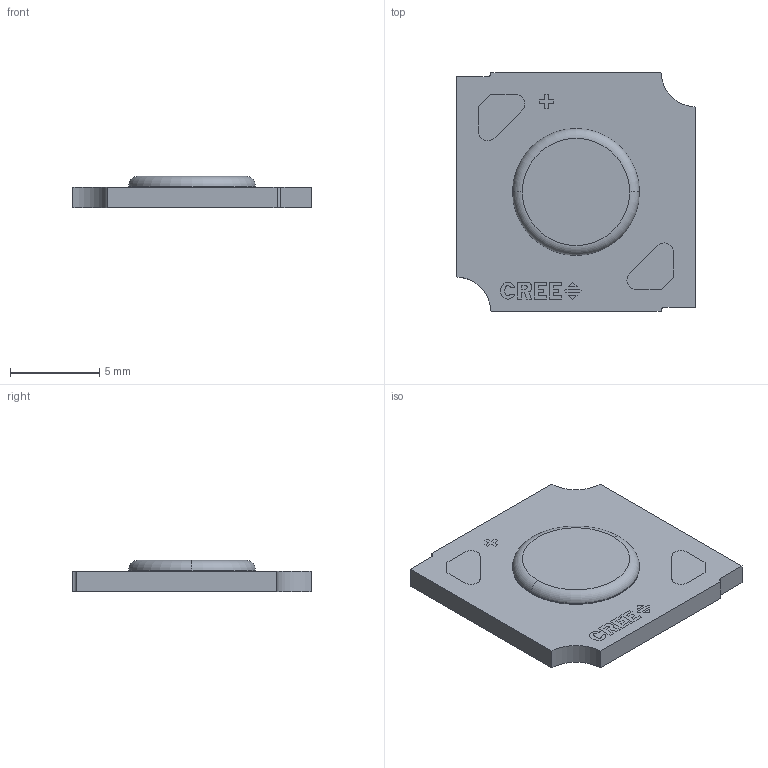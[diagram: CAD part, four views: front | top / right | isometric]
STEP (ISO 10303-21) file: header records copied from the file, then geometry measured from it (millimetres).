
FILE_DESCRIPTION (( 'STEP AP203' ), '1' );
FILE_NAME ('CMB13xx datasheet images.STEP', '2022-09-22T15:07:06', ( '' ), ( '' ), 'SwSTEP 2.0', 'SolidWorks 2021', '' );
FILE_SCHEMA (( 'CONFIG_CONTROL_DESIGN' ));
Length unit declared in the file: millimetre
Products named in the file (1): CMB13xx datasheet images
Bounding box: 13.35 x 13.35 x 1.75 mm (x, y, z)
Volume: 219.8 mm3; surface area: 410.6 mm2
Topology: 1 solids, 1 shells, 28 faces, 129 edges, 115 vertices
Faces by surface type: plane 20, cylinder 6, torus 2
Entity records: 1497 total; most frequent: CARTESIAN_POINT 273, ORIENTED_EDGE 258, DIRECTION 218, EDGE_CURVE 129, VERTEX_POINT 115, LINE 98, VECTOR 98, AXIS2_PLACEMENT_3D 60
